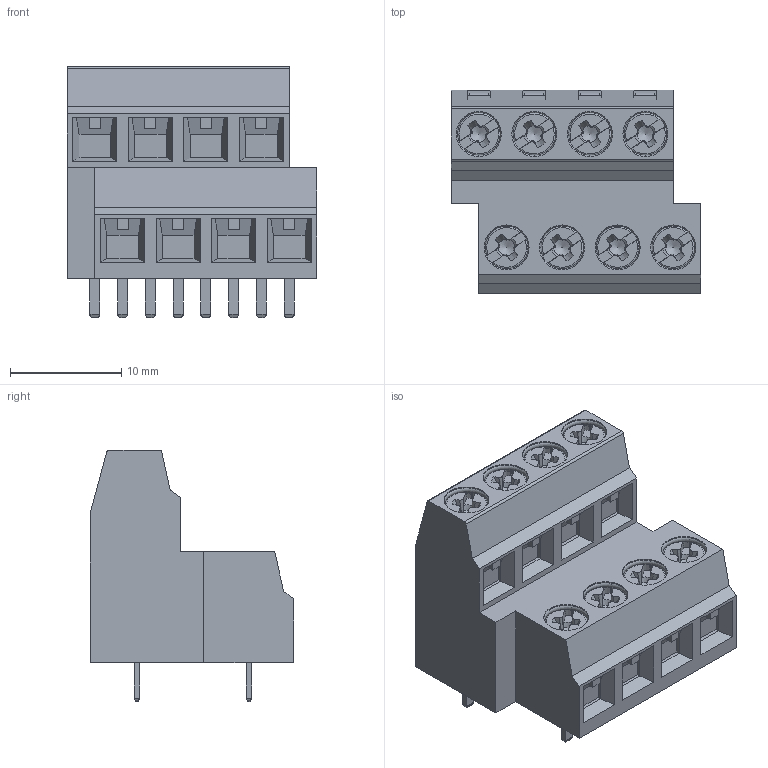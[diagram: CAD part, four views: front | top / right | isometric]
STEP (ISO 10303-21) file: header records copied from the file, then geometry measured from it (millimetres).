
FILE_DESCRIPTION(/* description */ ('Unknown'),/* implementation_level */ '2;1');
FILE_NAME(/* name */ 'MB642-500A08_20230320',/* time_stamp */ '2023-03-27T08:30:21+08:00',/* author */ ('Unknown'),/* organization */ ('Unknown'),/* preprocessor_version */ 'ST-DEVELOPER v16.7',/* originating_system */ 'DEX',/* authorisation */ $);
FILE_SCHEMA (('AUTOMOTIVE_DESIGN {1 0 10303 214 3 1 1}'));
Length unit declared in the file: millimetre
Products named in the file (1): MB642-500A08_20230320
Bounding box: 22.5 x 18.3 x 22.6 mm (x, y, z)
Volume: 4628.4 mm3; surface area: 2740.2 mm2
Topology: 1 solids, 5 shells, 895 faces, 2495 edges, 1638 vertices
Faces by surface type: plane 566, cylinder 146, bspline 91, cone 48, torus 44
Full cylindrical faces by diameter (mm): 4.05 x8
Entity records: 39199 total; most frequent: CARTESIAN_POINT 10774, ORIENTED_EDGE 4862, DIRECTION 4231, EDGE_CURVE 2431, VERTEX_POINT 1610, AXIS2_PLACEMENT_3D 1443, LINE 1345, VECTOR 1345
